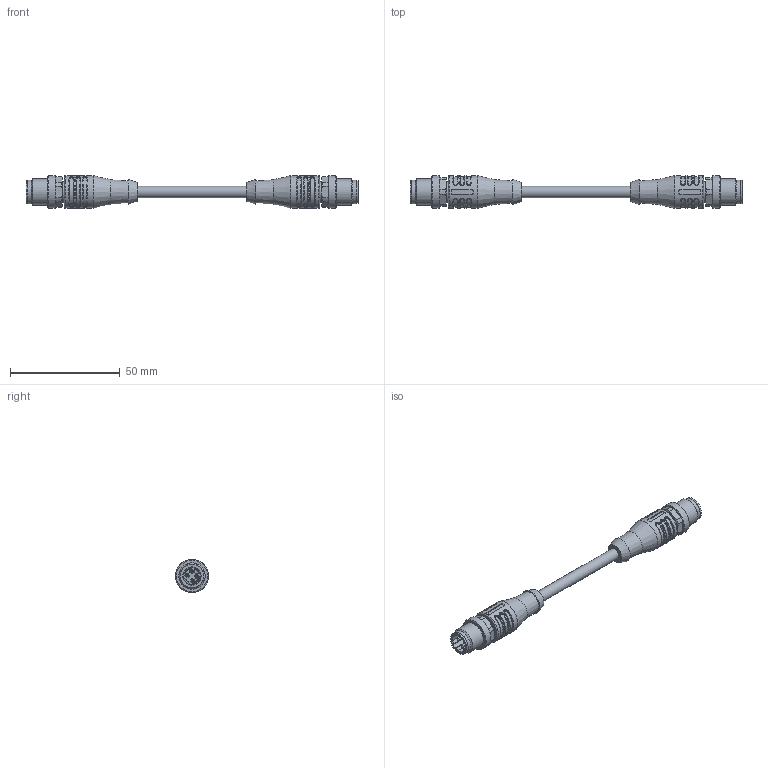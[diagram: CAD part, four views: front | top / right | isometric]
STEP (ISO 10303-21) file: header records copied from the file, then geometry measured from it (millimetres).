
FILE_DESCRIPTION(/* description */ (''),/* implementation_level */ '2;1');
FILE_NAME(/* name */ 'RA-WASSY4-m-RA-WASSY4.stp',/* time_stamp */ '2016-09-16T10:46:46+02:00',/* author */ (''),/* organization */ (''),/* preprocessor_version */ 'ST-DEVELOPER v16',/* originating_system */ 'SIEMENS PLM Software NX 10.0',/* authorisation */ '');
FILE_SCHEMA (('AUTOMOTIVE_DESIGN { 1 0 10303 214 3 1 1 1 }'));
Length unit declared in the file: millimetre
Products named in the file (1): RA-WASSY4-m-RA-WASSY4
Bounding box: 151 x 15 x 15 mm (x, y, z)
Volume: 13130.8 mm3; surface area: 6607 mm2
Topology: 1 solids, 1 shells, 547 faces, 1363 edges, 848 vertices
Faces by surface type: plane 176, cylinder 143, bspline 124, extrusion 50, cone 24, torus 22, sphere 8
Full cylindrical faces by diameter (mm): 1 x8, 5.2 x1, 8.3 x2, 9.3 x2, 10.5 x2, 10.8 x2, 12 x2, 15 x4
Entity records: 18630 total; most frequent: CARTESIAN_POINT 7770, ORIENTED_EDGE 2540, DIRECTION 1802, EDGE_CURVE 1270, VERTEX_POINT 814, AXIS2_PLACEMENT_3D 668, EDGE_LOOP 636, ADVANCED_FACE 547
